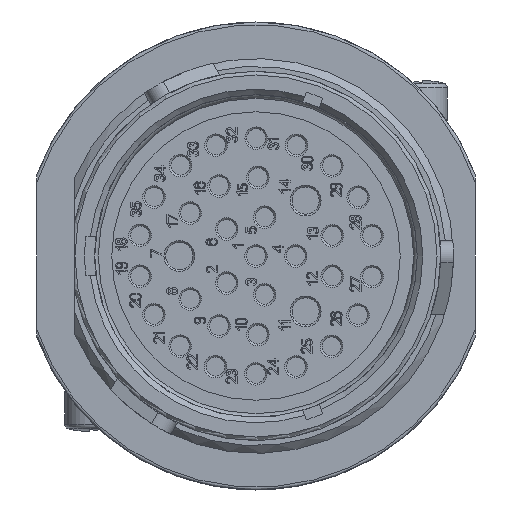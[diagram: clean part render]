
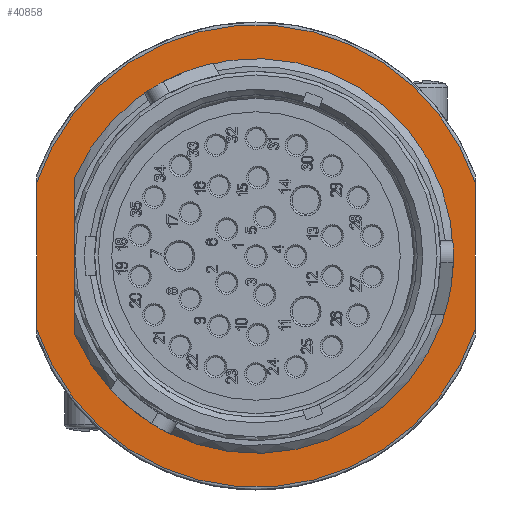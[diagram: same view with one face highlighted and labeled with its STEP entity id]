
A CAD part, left-side view. The second image highlights one B-rep face of the part: STEP entity #40858.
In plain terms, the highlighted face is planar.
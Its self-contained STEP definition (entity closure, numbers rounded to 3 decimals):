
#1723=LINE('',#57910,#4451);
#1724=LINE('',#57911,#4452);
#1725=LINE('',#57912,#4453);
#4451=VECTOR('',#48105,1000.);
#4452=VECTOR('',#48106,1000.);
#4453=VECTOR('',#48107,1000.);
#6375=PLANE('',#43264);
#9645=ORIENTED_EDGE('',*,*,#17061,.T.);
#9646=ORIENTED_EDGE('',*,*,#17114,.T.);
#9647=ORIENTED_EDGE('',*,*,#17113,.T.);
#9648=ORIENTED_EDGE('',*,*,#17115,.T.);
#9649=ORIENTED_EDGE('',*,*,#17116,.F.);
#9650=ORIENTED_EDGE('',*,*,#17024,.F.);
#17024=EDGE_CURVE('',#20886,#20888,#22880,.T.);
#17061=EDGE_CURVE('',#20912,#20910,#22891,.T.);
#17113=EDGE_CURVE('',#20952,#20953,#22918,.T.);
#17114=EDGE_CURVE('',#20910,#20952,#1723,.T.);
#17115=EDGE_CURVE('',#20953,#20912,#1724,.T.);
#17116=EDGE_CURVE('',#20888,#20886,#1725,.T.);
#20886=VERTEX_POINT('',#57624);
#20888=VERTEX_POINT('',#57627);
#20910=VERTEX_POINT('',#57760);
#20912=VERTEX_POINT('',#57763);
#20952=VERTEX_POINT('',#57900);
#20953=VERTEX_POINT('',#57907);
#22880=CIRCLE('',#43188,21.43);
#22891=CIRCLE('',#43217,25.1);
#22918=CIRCLE('',#43263,25.1);
#24074=EDGE_LOOP('',(#9645,#9646,#9647,#9648));
#24075=EDGE_LOOP('',(#9649,#9650));
#26405=FACE_BOUND('',#24074,.T.);
#26406=FACE_BOUND('',#24075,.T.);
#40858=ADVANCED_FACE('',(#26405,#26406),#6375,.F.);
#43188=AXIS2_PLACEMENT_3D('',#57626,#47919,#47920);
#43217=AXIS2_PLACEMENT_3D('',#57762,#47991,#47992);
#43263=AXIS2_PLACEMENT_3D('',#57908,#48101,#48102);
#43264=AXIS2_PLACEMENT_3D('',#57909,#48103,#48104);
#47919=DIRECTION('',(1.,0.,0.));
#47920=DIRECTION('',(0.,0.,-1.));
#47991=DIRECTION('',(1.,0.,0.));
#47992=DIRECTION('',(0.,0.,-1.));
#48101=DIRECTION('',(1.,0.,0.));
#48102=DIRECTION('',(0.,0.,-1.));
#48103=DIRECTION('',(-1.,0.,0.));
#48104=DIRECTION('',(0.,0.,1.));
#48105=DIRECTION('',(0.,0.,1.));
#48106=DIRECTION('',(0.,0.,-1.));
#48107=DIRECTION('',(0.,0.,1.));
#57624=CARTESIAN_POINT('',(15.45,19.67,8.505));
#57626=CARTESIAN_POINT('',(15.45,0.,0.));
#57627=CARTESIAN_POINT('',(15.45,19.67,-8.505));
#57760=CARTESIAN_POINT('',(15.45,23.8,-7.973));
#57762=CARTESIAN_POINT('',(15.45,0.,0.));
#57763=CARTESIAN_POINT('',(15.45,-23.8,-7.973));
#57900=CARTESIAN_POINT('',(15.45,23.8,7.973));
#57907=CARTESIAN_POINT('',(15.45,-23.8,7.973));
#57908=CARTESIAN_POINT('',(15.45,0.,0.));
#57909=CARTESIAN_POINT('',(15.45,25.1,0.));
#57910=CARTESIAN_POINT('',(15.45,23.8,0.));
#57911=CARTESIAN_POINT('',(15.45,-23.8,0.));
#57912=CARTESIAN_POINT('',(15.45,19.67,-8.505));
